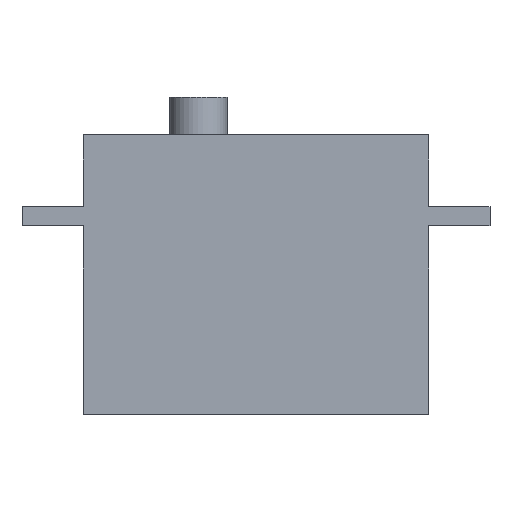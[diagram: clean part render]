
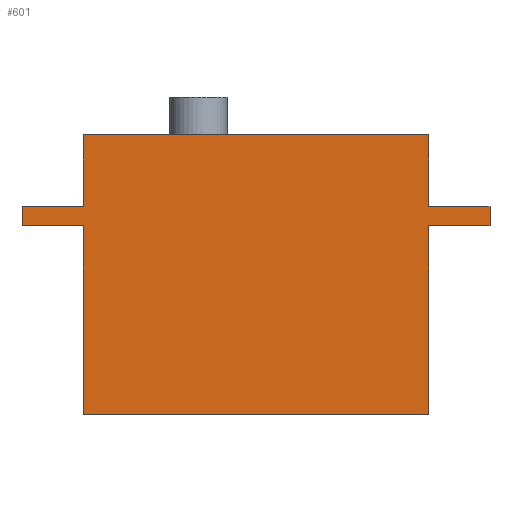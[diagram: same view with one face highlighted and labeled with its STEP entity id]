
A CAD part, front view. The second image highlights one B-rep face of the part: STEP entity #601.
In plain terms, the highlighted planar face has unit normal (0, -1, 0).
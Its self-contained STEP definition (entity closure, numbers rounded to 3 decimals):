
#20=PLANE('',#649);
#48=FACE_OUTER_BOUND('',#80,.T.);
#80=EDGE_LOOP('',(#434,#435,#436,#437,#438,#439,#440,#441,#442,#443,#444,
#445));
#110=LINE('',#860,#187);
#116=LINE('',#872,#193);
#117=LINE('',#874,#194);
#119=LINE('',#879,#196);
#120=LINE('',#881,#197);
#121=LINE('',#883,#198);
#122=LINE('',#885,#199);
#123=LINE('',#887,#200);
#124=LINE('',#889,#201);
#125=LINE('',#890,#202);
#126=LINE('',#892,#203);
#127=LINE('',#893,#204);
#187=VECTOR('',#698,10.);
#193=VECTOR('',#706,10.);
#194=VECTOR('',#709,10.);
#196=VECTOR('',#713,10.);
#197=VECTOR('',#714,10.);
#198=VECTOR('',#715,10.);
#199=VECTOR('',#716,10.);
#200=VECTOR('',#717,10.);
#201=VECTOR('',#718,10.);
#202=VECTOR('',#719,10.);
#203=VECTOR('',#720,10.);
#204=VECTOR('',#721,10.);
#274=VERTEX_POINT('',#856);
#276=VERTEX_POINT('',#859);
#279=VERTEX_POINT('',#866);
#281=VERTEX_POINT('',#870);
#282=VERTEX_POINT('',#877);
#283=VERTEX_POINT('',#878);
#284=VERTEX_POINT('',#880);
#285=VERTEX_POINT('',#882);
#286=VERTEX_POINT('',#884);
#287=VERTEX_POINT('',#886);
#288=VERTEX_POINT('',#888);
#289=VERTEX_POINT('',#891);
#334=EDGE_CURVE('',#274,#276,#110,.T.);
#340=EDGE_CURVE('',#279,#281,#116,.T.);
#341=EDGE_CURVE('',#276,#281,#117,.T.);
#343=EDGE_CURVE('',#282,#283,#119,.T.);
#344=EDGE_CURVE('',#283,#284,#120,.T.);
#345=EDGE_CURVE('',#285,#284,#121,.T.);
#346=EDGE_CURVE('',#286,#285,#122,.T.);
#347=EDGE_CURVE('',#287,#286,#123,.T.);
#348=EDGE_CURVE('',#287,#288,#124,.T.);
#349=EDGE_CURVE('',#279,#288,#125,.T.);
#350=EDGE_CURVE('',#289,#274,#126,.T.);
#351=EDGE_CURVE('',#282,#289,#127,.T.);
#434=ORIENTED_EDGE('',*,*,#343,.T.);
#435=ORIENTED_EDGE('',*,*,#344,.T.);
#436=ORIENTED_EDGE('',*,*,#345,.F.);
#437=ORIENTED_EDGE('',*,*,#346,.F.);
#438=ORIENTED_EDGE('',*,*,#347,.F.);
#439=ORIENTED_EDGE('',*,*,#348,.T.);
#440=ORIENTED_EDGE('',*,*,#349,.F.);
#441=ORIENTED_EDGE('',*,*,#340,.T.);
#442=ORIENTED_EDGE('',*,*,#341,.F.);
#443=ORIENTED_EDGE('',*,*,#334,.F.);
#444=ORIENTED_EDGE('',*,*,#350,.F.);
#445=ORIENTED_EDGE('',*,*,#351,.F.);
#601=ADVANCED_FACE('',(#48),#20,.T.);
#649=AXIS2_PLACEMENT_3D('',#876,#711,#712);
#698=DIRECTION('',(0.,0.,-1.));
#706=DIRECTION('',(0.,0.,-1.));
#709=DIRECTION('',(-1.,0.,0.));
#711=DIRECTION('center_axis',(0.,-1.,0.));
#712=DIRECTION('ref_axis',(-1.,0.,0.));
#713=DIRECTION('',(-1.,0.,0.));
#714=DIRECTION('',(0.,0.,1.));
#715=DIRECTION('',(1.,0.,0.));
#716=DIRECTION('',(0.,0.,1.));
#717=DIRECTION('',(1.,0.,0.));
#718=DIRECTION('',(0.,0.,-1.));
#719=DIRECTION('',(-1.,0.,0.));
#720=DIRECTION('',(-1.,0.,0.));
#721=DIRECTION('',(0.,0.,-1.));
#856=CARTESIAN_POINT('',(18.,-7.5,-2.));
#859=CARTESIAN_POINT('',(18.,-7.5,-21.7));
#860=CARTESIAN_POINT('',(18.,-7.5,0.));
#866=CARTESIAN_POINT('',(-18.,-7.5,-2.));
#870=CARTESIAN_POINT('',(-18.,-7.5,-21.7));
#872=CARTESIAN_POINT('',(-18.,-7.5,0.));
#874=CARTESIAN_POINT('',(18.,-7.5,-21.7));
#876=CARTESIAN_POINT('Origin',(24.4,-7.5,0.));
#877=CARTESIAN_POINT('',(24.4,-7.5,0.));
#878=CARTESIAN_POINT('',(18.,-7.5,0.));
#879=CARTESIAN_POINT('',(24.4,-7.5,0.));
#880=CARTESIAN_POINT('',(18.,-7.5,7.5));
#881=CARTESIAN_POINT('',(18.,-7.5,0.));
#882=CARTESIAN_POINT('',(-18.,-7.5,7.5));
#883=CARTESIAN_POINT('',(18.,-7.5,7.5));
#884=CARTESIAN_POINT('',(-18.,-7.5,0.));
#885=CARTESIAN_POINT('',(-18.,-7.5,0.));
#886=CARTESIAN_POINT('',(-24.4,-7.5,0.));
#887=CARTESIAN_POINT('',(-24.4,-7.5,0.));
#888=CARTESIAN_POINT('',(-24.4,-7.5,-2.));
#889=CARTESIAN_POINT('',(-24.4,-7.5,0.));
#890=CARTESIAN_POINT('',(-24.4,-7.5,-2.));
#891=CARTESIAN_POINT('',(24.4,-7.5,-2.));
#892=CARTESIAN_POINT('',(24.4,-7.5,-2.));
#893=CARTESIAN_POINT('',(24.4,-7.5,0.));
